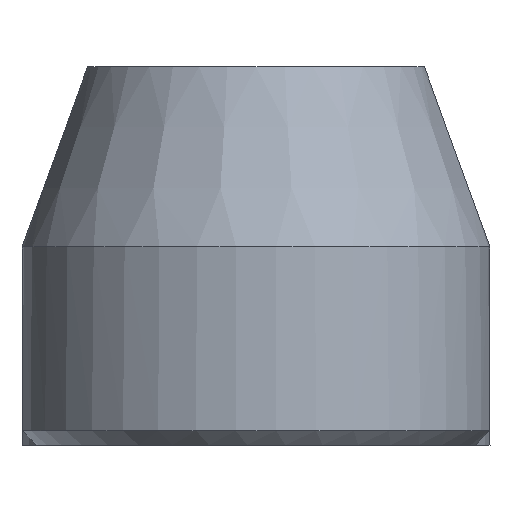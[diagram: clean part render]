
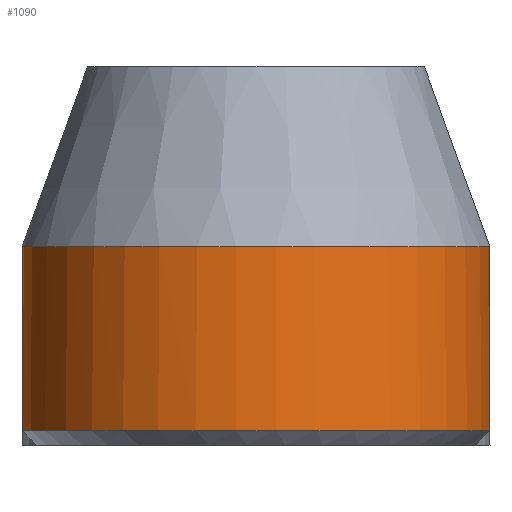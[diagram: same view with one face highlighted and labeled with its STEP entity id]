
A CAD part, left-side view. The second image highlights one B-rep face of the part: STEP entity #1090.
In plain terms, the highlighted cylindrical face has radius 6.5 mm (diameter 13 mm), a partial arc.
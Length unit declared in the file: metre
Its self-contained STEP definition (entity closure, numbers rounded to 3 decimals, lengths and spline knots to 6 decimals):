
#53=CYLINDRICAL_SURFACE('',#1187,0.0065);
#80=LINE('',#1683,#121);
#81=LINE('',#1690,#122);
#82=LINE('',#1694,#123);
#83=LINE('',#1701,#124);
#121=VECTOR('',#1339,1.);
#122=VECTOR('',#1340,1.);
#123=VECTOR('',#1343,1.);
#124=VECTOR('',#1344,1.);
#172=CIRCLE('',#1176,0.0065);
#181=CIRCLE('',#1188,0.0065);
#265=ORIENTED_EDGE('',*,*,#596,.T.);
#266=ORIENTED_EDGE('',*,*,#613,.T.);
#267=ORIENTED_EDGE('',*,*,#614,.T.);
#268=ORIENTED_EDGE('',*,*,#615,.T.);
#269=ORIENTED_EDGE('',*,*,#616,.T.);
#270=ORIENTED_EDGE('',*,*,#617,.T.);
#271=ORIENTED_EDGE('',*,*,#618,.T.);
#272=ORIENTED_EDGE('',*,*,#619,.T.);
#273=ORIENTED_EDGE('',*,*,#620,.T.);
#274=ORIENTED_EDGE('',*,*,#621,.T.);
#596=EDGE_CURVE('',#771,#770,#172,.F.);
#613=EDGE_CURVE('',#770,#787,#877,.T.);
#614=EDGE_CURVE('',#787,#788,#80,.T.);
#615=EDGE_CURVE('',#788,#789,#878,.T.);
#616=EDGE_CURVE('',#789,#790,#81,.T.);
#617=EDGE_CURVE('',#790,#791,#181,.T.);
#618=EDGE_CURVE('',#791,#792,#82,.F.);
#619=EDGE_CURVE('',#792,#793,#879,.T.);
#620=EDGE_CURVE('',#793,#794,#83,.F.);
#621=EDGE_CURVE('',#794,#771,#880,.F.);
#770=VERTEX_POINT('',#1629);
#771=VERTEX_POINT('',#1631);
#787=VERTEX_POINT('',#1682);
#788=VERTEX_POINT('',#1684);
#789=VERTEX_POINT('',#1689);
#790=VERTEX_POINT('',#1691);
#791=VERTEX_POINT('',#1693);
#792=VERTEX_POINT('',#1695);
#793=VERTEX_POINT('',#1700);
#794=VERTEX_POINT('',#1702);
#877=B_SPLINE_CURVE_WITH_KNOTS('',3,(#1678,#1679,#1680,#1681),
 .UNSPECIFIED.,.F.,.F.,(4,4),(0.,0.001798),.UNSPECIFIED.);
#878=B_SPLINE_CURVE_WITH_KNOTS('',3,(#1685,#1686,#1687,#1688),
 .UNSPECIFIED.,.F.,.F.,(4,4),(0.,0.001134),.UNSPECIFIED.);
#879=B_SPLINE_CURVE_WITH_KNOTS('',3,(#1696,#1697,#1698,#1699),
 .UNSPECIFIED.,.F.,.F.,(4,4),(0.,0.001135),.UNSPECIFIED.);
#880=B_SPLINE_CURVE_WITH_KNOTS('',3,(#1703,#1704,#1705,#1706),
 .UNSPECIFIED.,.F.,.F.,(4,4),(0.,0.001798),.UNSPECIFIED.);
#928=EDGE_LOOP('',(#265,#266,#267,#268,#269,#270,#271,#272,#273,#274));
#1008=FACE_BOUND('',#928,.T.);
#1090=ADVANCED_FACE('',(#1008),#53,.T.);
#1176=AXIS2_PLACEMENT_3D('',#1630,#1311,#1312);
#1187=AXIS2_PLACEMENT_3D('',#1677,#1337,#1338);
#1188=AXIS2_PLACEMENT_3D('',#1692,#1341,#1342);
#1311=DIRECTION('',(0.,0.,1.));
#1312=DIRECTION('',(1.,0.,0.));
#1337=DIRECTION('',(0.,0.,-1.));
#1338=DIRECTION('',(-1.,0.,0.));
#1339=DIRECTION('',(0.,0.,-1.));
#1340=DIRECTION('',(0.,0.,-1.));
#1341=DIRECTION('',(0.,0.,1.));
#1342=DIRECTION('',(1.,0.,0.));
#1343=DIRECTION('',(0.,0.,-1.));
#1344=DIRECTION('',(0.,0.,-1.));
#1629=CARTESIAN_POINT('',(-0.061806,0.003135,0.0055));
#1630=CARTESIAN_POINT('',(-0.0675,0.,0.0055));
#1631=CARTESIAN_POINT('',(-0.061806,-0.003135,0.0055));
#1677=CARTESIAN_POINT('',(-0.0675,0.,0.0055));
#1678=CARTESIAN_POINT('',(-0.061806,0.003135,0.0055));
#1679=CARTESIAN_POINT('',(-0.062075,0.003623,0.005279));
#1680=CARTESIAN_POINT('',(-0.062387,0.004047,0.004988));
#1681=CARTESIAN_POINT('',(-0.062745,0.004432,0.0047));
#1682=CARTESIAN_POINT('',(-0.062745,0.004432,0.0047));
#1683=CARTESIAN_POINT('',(-0.062745,0.004432,0.0055));
#1684=CARTESIAN_POINT('',(-0.062745,0.004432,0.003028));
#1685=CARTESIAN_POINT('',(-0.062745,0.004432,0.003028));
#1686=CARTESIAN_POINT('',(-0.062912,0.004611,0.00274));
#1687=CARTESIAN_POINT('',(-0.06303,0.004719,0.002379));
#1688=CARTESIAN_POINT('',(-0.06303,0.004719,0.002));
#1689=CARTESIAN_POINT('',(-0.06303,0.004719,0.002));
#1690=CARTESIAN_POINT('',(-0.06303,0.004719,0.0055));
#1691=CARTESIAN_POINT('',(-0.06303,0.004719,0.0004));
#1692=CARTESIAN_POINT('',(-0.0675,0.,0.0004));
#1693=CARTESIAN_POINT('',(-0.06303,-0.004719,0.0004));
#1694=CARTESIAN_POINT('',(-0.06303,-0.004719,0.0055));
#1695=CARTESIAN_POINT('',(-0.06303,-0.004719,0.002));
#1696=CARTESIAN_POINT('',(-0.06303,-0.004719,0.002));
#1697=CARTESIAN_POINT('',(-0.06303,-0.004719,0.002379));
#1698=CARTESIAN_POINT('',(-0.062912,-0.004611,0.00274));
#1699=CARTESIAN_POINT('',(-0.062745,-0.004432,0.003028));
#1700=CARTESIAN_POINT('',(-0.062745,-0.004432,0.003028));
#1701=CARTESIAN_POINT('',(-0.062745,-0.004432,0.0055));
#1702=CARTESIAN_POINT('',(-0.062745,-0.004432,0.0047));
#1703=CARTESIAN_POINT('',(-0.061806,-0.003135,0.0055));
#1704=CARTESIAN_POINT('',(-0.062074,-0.003623,0.005279));
#1705=CARTESIAN_POINT('',(-0.062387,-0.004048,0.004988));
#1706=CARTESIAN_POINT('',(-0.062745,-0.004432,0.0047));
